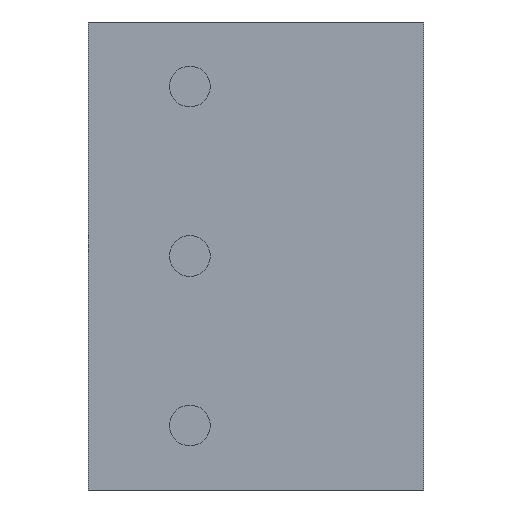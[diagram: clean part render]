
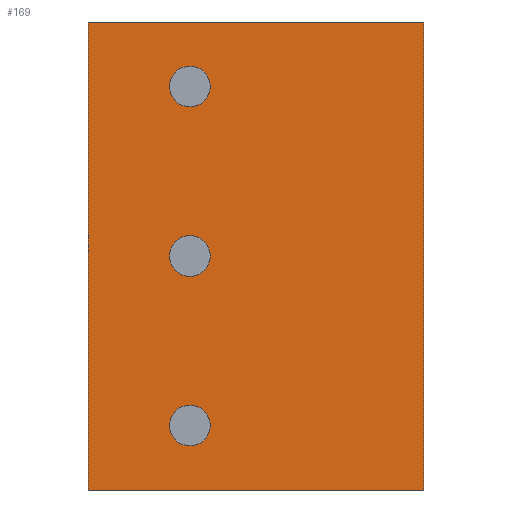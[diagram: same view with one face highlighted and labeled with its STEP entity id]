
A CAD part, front view. The second image highlights one B-rep face of the part: STEP entity #169.
In plain terms, the highlighted planar face has unit normal (0, -1, 0).
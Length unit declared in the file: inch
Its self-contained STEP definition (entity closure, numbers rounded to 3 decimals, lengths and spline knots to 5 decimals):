
#15=LINE($,#268,#27);
#19=LINE($,#275,#31);
#22=LINE($,#281,#34);
#24=LINE($,#284,#36);
#27=VECTOR($,#222,0.276);
#31=VECTOR($,#228,0.198);
#34=VECTOR($,#233,0.276);
#36=VECTOR($,#237,0.198);
#44=PLANE($,#190);
#49=FACE_BOUND($,#77,.T.);
#50=FACE_BOUND($,#78,.T.);
#51=FACE_BOUND($,#79,.T.);
#52=FACE_BOUND($,#80,.T.);
#77=EDGE_LOOP($,(#145));
#78=EDGE_LOOP($,(#146));
#79=EDGE_LOOP($,(#147));
#80=EDGE_LOOP($,(#148,#149,#150,#151));
#83=CIRCLE($,#176,0.012);
#85=CIRCLE($,#180,0.012);
#87=CIRCLE($,#184,0.012);
#89=VERTEX_POINT($,#246);
#91=VERTEX_POINT($,#252);
#93=VERTEX_POINT($,#258);
#96=VERTEX_POINT($,#265);
#97=VERTEX_POINT($,#267);
#99=VERTEX_POINT($,#273);
#101=VERTEX_POINT($,#279);
#103=EDGE_CURVE($,#89,#89,#83,.T.);
#105=EDGE_CURVE($,#91,#91,#85,.T.);
#107=EDGE_CURVE($,#93,#93,#87,.T.);
#110=EDGE_CURVE($,#96,#97,#15,.T.);
#114=EDGE_CURVE($,#99,#96,#19,.T.);
#117=EDGE_CURVE($,#101,#99,#22,.T.);
#119=EDGE_CURVE($,#97,#101,#24,.T.);
#145=ORIENTED_EDGE($,*,*,#103,.T.);
#146=ORIENTED_EDGE($,*,*,#105,.T.);
#147=ORIENTED_EDGE($,*,*,#107,.T.);
#148=ORIENTED_EDGE($,*,*,#119,.F.);
#149=ORIENTED_EDGE($,*,*,#110,.F.);
#150=ORIENTED_EDGE($,*,*,#114,.F.);
#151=ORIENTED_EDGE($,*,*,#117,.F.);
#169=ADVANCED_FACE($,(#49,#50,#51,#52),#44,.F.);
#176=AXIS2_PLACEMENT_3D($,#247,#198,#199);
#180=AXIS2_PLACEMENT_3D($,#253,#206,#207);
#184=AXIS2_PLACEMENT_3D($,#259,#214,#215);
#190=AXIS2_PLACEMENT_3D($,#285,#238,#239);
#198=DIRECTION('center_axis',(0.,1.,0.));
#199=DIRECTION('ref_axis',(1.,0.,0.));
#206=DIRECTION('center_axis',(0.,1.,0.));
#207=DIRECTION('ref_axis',(1.,0.,0.));
#214=DIRECTION('center_axis',(0.,1.,0.));
#215=DIRECTION('ref_axis',(1.,0.,0.));
#222=DIRECTION($,(0.,0.,1.));
#228=DIRECTION($,(-1.,0.,0.));
#233=DIRECTION($,(0.,0.,-1.));
#237=DIRECTION($,(1.,0.,0.));
#238=DIRECTION('center_axis',(0.,1.,0.));
#239=DIRECTION('ref_axis',(0.,0.,1.));
#246=CARTESIAN_POINT('',(-0.051,0.,0.1));
#247=CARTESIAN_POINT('Origin',(-0.039,0.,0.1));
#252=CARTESIAN_POINT('',(-0.051,0.,-0.1));
#253=CARTESIAN_POINT('Origin',(-0.039,0.,-0.1));
#258=CARTESIAN_POINT('',(-0.051,0.,0.));
#259=CARTESIAN_POINT('Origin',(-0.039,0.,0.));
#265=CARTESIAN_POINT('',(-0.099,0.,-0.138));
#267=CARTESIAN_POINT('',(-0.099,0.,0.138));
#268=CARTESIAN_POINT($,(-0.099,0.,-0.138));
#273=CARTESIAN_POINT('',(0.099,0.,-0.138));
#275=CARTESIAN_POINT($,(0.099,0.,-0.138));
#279=CARTESIAN_POINT('',(0.099,0.,0.138));
#281=CARTESIAN_POINT($,(0.099,0.,0.138));
#284=CARTESIAN_POINT($,(-0.099,0.,0.138));
#285=CARTESIAN_POINT('Origin',(0.,0.,0.));
